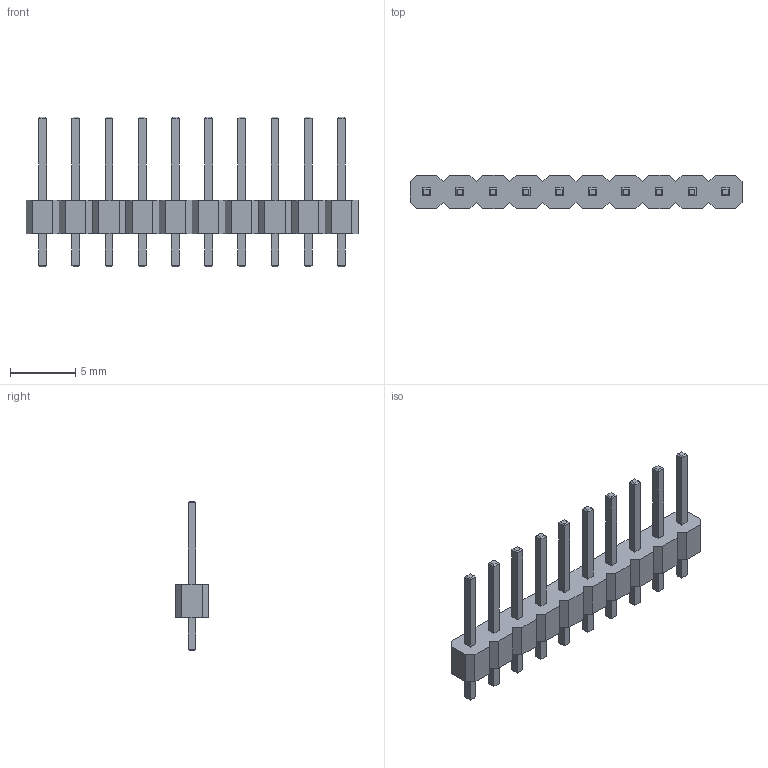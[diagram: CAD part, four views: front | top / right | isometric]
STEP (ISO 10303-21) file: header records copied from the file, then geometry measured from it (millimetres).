
FILE_DESCRIPTION (( 'STEP AP214' ), '1' );
FILE_NAME ('PLS-10.STEP', '2021-12-27T18:45:57', ( 'Elessar' ), ( '' ), 'SwSTEP 2.0', 'SolidWorks 2018', '' );
FILE_SCHEMA (( 'AUTOMOTIVE_DESIGN' ));
Length unit declared in the file: millimetre
Products named in the file (1): PLS-10
Bounding box: 25.4 x 2.54 x 11.44 mm (x, y, z)
Volume: 183 mm3; surface area: 487.4 mm2
Topology: 1 solids, 1 shells, 244 faces, 586 edges, 364 vertices
Faces by surface type: plane 244
Entity records: 9537 total; most frequent: CARTESIAN_POINT 1195, ORIENTED_EDGE 1172, DIRECTION 1076, EDGE_CURVE 586, VECTOR 586, LINE 586, VERTEX_POINT 364, EDGE_LOOP 264
